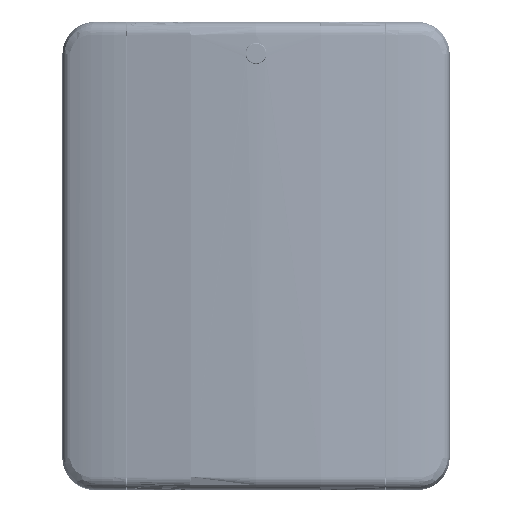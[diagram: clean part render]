
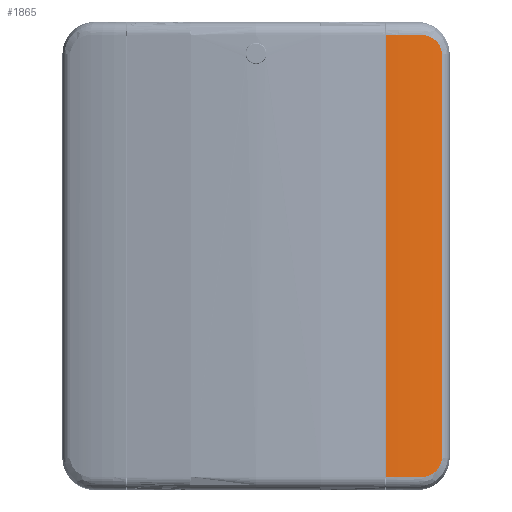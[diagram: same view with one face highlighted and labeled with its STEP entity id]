
A CAD part, top view. The second image highlights one B-rep face of the part: STEP entity #1865.
In plain terms, the highlighted cylindrical face has radius 138.296 mm (diameter 276.592 mm), a partial arc.
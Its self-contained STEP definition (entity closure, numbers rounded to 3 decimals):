
#360 = CARTESIAN_POINT ( 'NONE',  ( -112.312, -132.575, 8.618 ) ) ;
#1341 = CARTESIAN_POINT ( 'NONE',  ( -113.312, -131.281, 9.026 ) ) ;
#1865 = ADVANCED_FACE ( '�����24', ( #184973 ), #181987, .T. ) ;
#2168 = DIRECTION ( 'NONE',  ( 0., 0., 1. ) ) ;
#3772 = CARTESIAN_POINT ( 'NONE',  ( -115.044, 126.683, 9.756 ) ) ;
#6339 = DIRECTION ( 'NONE',  ( 0., 0., 1. ) ) ;
#13434 = CARTESIAN_POINT ( 'NONE',  ( -114.682, -128.288, 9.602 ) ) ;
#14488 = VECTOR ( 'NONE', #115771, 1000. ) ;
#17386 = CARTESIAN_POINT ( 'NONE',  ( -115.162, -125., 9.807 ) ) ;
#17618 = ORIENTED_EDGE ( 'NONE', *, *, #79664, .T. ) ;
#20389 = CARTESIAN_POINT ( 'NONE',  ( -60.5, -137., 136.842 ) ) ;
#20493 = ORIENTED_EDGE ( 'NONE', *, *, #112926, .T. ) ;
#21791 = CARTESIAN_POINT ( 'NONE',  ( -80.501, -145., 0. ) ) ;
#23570 = VERTEX_POINT ( 'NONE', #75751 ) ;
#23768 = CARTESIAN_POINT ( 'NONE',  ( -109.912, 134.716, 7.674 ) ) ;
#24754 = CARTESIAN_POINT ( 'NONE',  ( -107.844, 135.886, 6.9 ) ) ;
#29490 = CARTESIAN_POINT ( 'NONE',  ( -112.574, -132.262, 8.724 ) ) ;
#30461 = CARTESIAN_POINT ( 'NONE',  ( -102.425, -137., 5.054 ) ) ;
#32500 = ORIENTED_EDGE ( 'NONE', *, *, #79600, .F. ) ;
#33449 = DIRECTION ( 'NONE',  ( 0., 1., 0. ) ) ;
#39813 = CARTESIAN_POINT ( 'NONE',  ( -109.58, 134.935, 7.547 ) ) ;
#40809 = CARTESIAN_POINT ( 'NONE',  ( -113.903, 130.218, 9.273 ) ) ;
#44133 = CIRCLE ( 'NONE', #56907, 138.296 ) ;
#46530 = VERTEX_POINT ( 'NONE', #103457 ) ;
#48496 = CARTESIAN_POINT ( 'NONE',  ( -104.022, -136.929, 5.57 ) ) ;
#48567 = CIRCLE ( 'NONE', #83855, 138.296 ) ;
#48928 = CARTESIAN_POINT ( 'NONE',  ( -115.138, 125.845, 9.797 ) ) ;
#49909 = DIRECTION ( 'NONE',  ( 0., 1., 0. ) ) ;
#50350 = ORIENTED_EDGE ( 'NONE', *, *, #172951, .T. ) ;
#52871 = CARTESIAN_POINT ( 'NONE',  ( -110.874, 133.988, 8.046 ) ) ;
#55840 = CARTESIAN_POINT ( 'NONE',  ( -113.708, 130.583, 9.191 ) ) ;
#56840 = CARTESIAN_POINT ( 'NONE',  ( -103.23, 137., 5.31 ) ) ;
#56907 = AXIS2_PLACEMENT_3D ( 'NONE', #20389, #33449, #6339 ) ;
#57377 = ORIENTED_EDGE ( 'NONE', *, *, #169789, .T. ) ;
#62573 = CARTESIAN_POINT ( 'NONE',  ( -115.068, -126.673, 9.767 ) ) ;
#65005 = CARTESIAN_POINT ( 'NONE',  ( -114.973, 127.101, 9.726 ) ) ;
#66822 = ORIENTED_EDGE ( 'NONE', *, *, #134905, .T. ) ;
#68943 = CARTESIAN_POINT ( 'NONE',  ( -110.558, 134.243, 7.923 ) ) ;
#69940 = CARTESIAN_POINT ( 'NONE',  ( -113.052, 131.627, 8.92 ) ) ;
#72287 = VERTEX_POINT ( 'NONE', #91695 ) ;
#75656 = CARTESIAN_POINT ( 'NONE',  ( -111.765, -133.168, 8.398 ) ) ;
#75751 = CARTESIAN_POINT ( 'NONE',  ( -80.501, 137., 0. ) ) ;
#76664 = CARTESIAN_POINT ( 'NONE',  ( -115.162, -125.846, 9.807 ) ) ;
#79600 = EDGE_CURVE ( 'NONE', #181521, #23570, #189569, .T. ) ;
#79664 = EDGE_CURVE ( 'NONE', #174225, #125843, #90381, .T. ) ;
#83855 = AXIS2_PLACEMENT_3D ( 'NONE', #190515, #145269, #175416 ) ;
#84022 = CARTESIAN_POINT ( 'NONE',  ( -105.189, 136.72, 5.965 ) ) ;
#86001 = CARTESIAN_POINT ( 'NONE',  ( -102.425, 137., 5.054 ) ) ;
#89730 = CARTESIAN_POINT ( 'NONE',  ( -114.411, -129.08, 9.487 ) ) ;
#90381 = B_SPLINE_CURVE_WITH_KNOTS ( 'NONE', 3,
 ( #125265, #186582, #48928, #3772, #65005, #103016, #178424, #40809, #55840, #132207, #69940, #147275, #114143, #52871, #68943, #23768, #39813, #176431, #24754, #175447, #190547, #131212, #84022, #192518, #56840, #86001 ),
 .UNSPECIFIED., .F., .F.,
 ( 4, 2, 2, 2, 2, 2, 2, 2, 2, 2, 2, 2, 4 ),
 ( 0., 0.001, 0.003, 0.005, 0.006, 0.008, 0.01, 0.011, 0.013, 0.015, 0.016, 0.018, 0.02 ),
 .UNSPECIFIED. ) ;
#90717 = CARTESIAN_POINT ( 'NONE',  ( -113.733, -130.582, 9.201 ) ) ;
#91695 = CARTESIAN_POINT ( 'NONE',  ( -102.425, -137., 5.054 ) ) ;
#103016 = CARTESIAN_POINT ( 'NONE',  ( -114.696, 128.323, 9.607 ) ) ;
#103386 = CARTESIAN_POINT ( 'NONE',  ( -115.162, 125., 9.807 ) ) ;
#103457 = CARTESIAN_POINT ( 'NONE',  ( -115.162, -125., 9.807 ) ) ;
#108767 = CARTESIAN_POINT ( 'NONE',  ( -105.585, -136.649, 6.099 ) ) ;
#111901 = VECTOR ( 'NONE', #49909, 1000. ) ;
#112252 = CARTESIAN_POINT ( 'NONE',  ( -102.425, 137., 5.054 ) ) ;
#112926 = EDGE_CURVE ( 'NONE', #72287, #46530, #125248, .T. ) ;
#113370 = AXIS2_PLACEMENT_3D ( 'NONE', #197068, #136763, #2168 ) ;
#114143 = CARTESIAN_POINT ( 'NONE',  ( -111.776, 133.185, 8.401 ) ) ;
#115771 = DIRECTION ( 'NONE',  ( 0., 1., 0. ) ) ;
#123007 = CARTESIAN_POINT ( 'NONE',  ( -80.501, -137., 0. ) ) ;
#124835 = CARTESIAN_POINT ( 'NONE',  ( -109.587, -134.93, 7.55 ) ) ;
#125248 = B_SPLINE_CURVE_WITH_KNOTS ( 'NONE', 3,
 ( #30461, #186138, #48496, #108767, #168091, #151025, #137927, #124835, #136929, #154013, #198252, #169091, #75656, #360, #29490, #1341, #90717, #166102, #89730, #13434, #154988, #62573, #76664, #17386 ),
 .UNSPECIFIED., .F., .F.,
 ( 4, 2, 2, 2, 2, 2, 2, 2, 2, 2, 2, 4 ),
 ( 0., 0.003, 0.005, 0.008, 0.009, 0.01, 0.011, 0.013, 0.015, 0.016, 0.018, 0.02 ),
 .UNSPECIFIED. ) ;
#125265 = CARTESIAN_POINT ( 'NONE',  ( -115.162, 125., 9.807 ) ) ;
#125843 = VERTEX_POINT ( 'NONE', #112252 ) ;
#131212 = CARTESIAN_POINT ( 'NONE',  ( -105.575, 136.633, 6.097 ) ) ;
#132207 = CARTESIAN_POINT ( 'NONE',  ( -113.281, 131.289, 9.014 ) ) ;
#134905 = EDGE_CURVE ( 'NONE', #125843, #23570, #48567, .T. ) ;
#136763 = DIRECTION ( 'NONE',  ( 0., 1., 0. ) ) ;
#136929 = CARTESIAN_POINT ( 'NONE',  ( -109.924, -134.708, 7.678 ) ) ;
#137927 = CARTESIAN_POINT ( 'NONE',  ( -108.56, -135.544, 7.164 ) ) ;
#144939 = LINE ( 'NONE', #178037, #14488 ) ;
#145269 = DIRECTION ( 'NONE',  ( 0., -1., 0. ) ) ;
#147275 = CARTESIAN_POINT ( 'NONE',  ( -112.321, 132.596, 8.621 ) ) ;
#148510 = EDGE_LOOP ( 'NONE', ( #32500, #50350, #20493, #57377, #17618, #66822 ) ) ;
#151025 = CARTESIAN_POINT ( 'NONE',  ( -107.847, -135.885, 6.901 ) ) ;
#154013 = CARTESIAN_POINT ( 'NONE',  ( -110.57, -134.234, 7.928 ) ) ;
#154988 = CARTESIAN_POINT ( 'NONE',  ( -114.795, -127.888, 9.65 ) ) ;
#166102 = CARTESIAN_POINT ( 'NONE',  ( -114.255, -129.465, 9.421 ) ) ;
#168091 = CARTESIAN_POINT ( 'NONE',  ( -106.361, -136.437, 6.369 ) ) ;
#169091 = CARTESIAN_POINT ( 'NONE',  ( -111.479, -133.449, 8.284 ) ) ;
#169789 = EDGE_CURVE ( 'NONE', #46530, #174225, #144939, .T. ) ;
#172951 = EDGE_CURVE ( 'NONE', #181521, #72287, #44133, .T. ) ;
#174225 = VERTEX_POINT ( 'NONE', #103386 ) ;
#175416 = DIRECTION ( 'NONE',  ( 0., 0., -1. ) ) ;
#175447 = CARTESIAN_POINT ( 'NONE',  ( -106.721, 136.303, 6.498 ) ) ;
#176431 = CARTESIAN_POINT ( 'NONE',  ( -108.558, 135.545, 7.163 ) ) ;
#178037 = CARTESIAN_POINT ( 'NONE',  ( -115.162, -145., 9.807 ) ) ;
#178424 = CARTESIAN_POINT ( 'NONE',  ( -114.426, 129.101, 9.493 ) ) ;
#181521 = VERTEX_POINT ( 'NONE', #123007 ) ;
#181987 = CYLINDRICAL_SURFACE ( 'NONE', #113370, 138.296 ) ;
#184973 = FACE_OUTER_BOUND ( 'NONE', #148510, .T. ) ;
#186138 = CARTESIAN_POINT ( 'NONE',  ( -103.229, -137., 5.31 ) ) ;
#186582 = CARTESIAN_POINT ( 'NONE',  ( -115.162, 125.424, 9.807 ) ) ;
#189569 = LINE ( 'NONE', #21791, #111901 ) ;
#190515 = CARTESIAN_POINT ( 'NONE',  ( -60.5, 137., 136.842 ) ) ;
#190547 = CARTESIAN_POINT ( 'NONE',  ( -106.34, 136.425, 6.364 ) ) ;
#192518 = CARTESIAN_POINT ( 'NONE',  ( -104.021, 136.929, 5.57 ) ) ;
#197068 = CARTESIAN_POINT ( 'NONE',  ( -60.5, -145., 136.842 ) ) ;
#198252 = CARTESIAN_POINT ( 'NONE',  ( -110.881, -133.982, 8.049 ) ) ;
